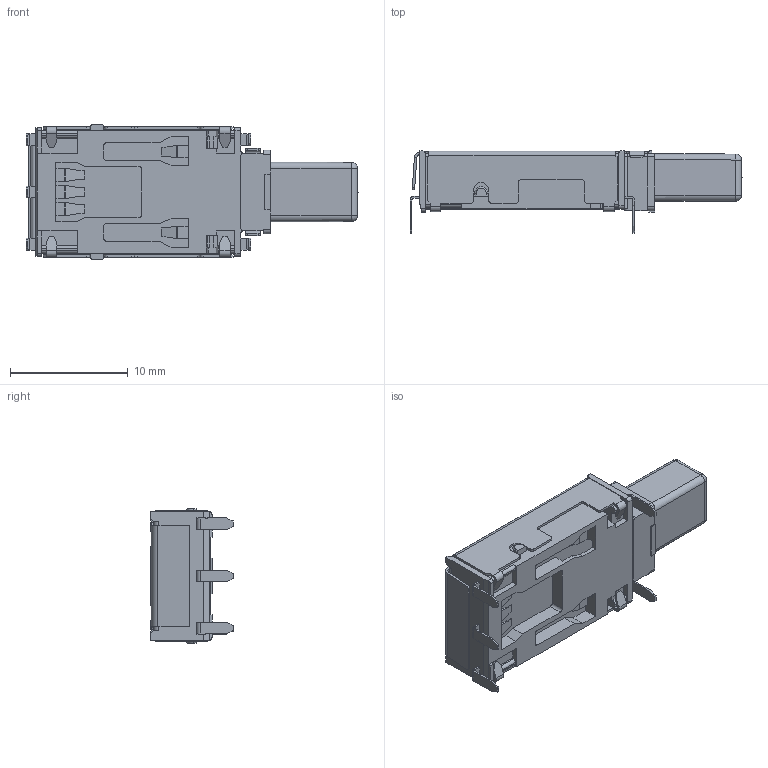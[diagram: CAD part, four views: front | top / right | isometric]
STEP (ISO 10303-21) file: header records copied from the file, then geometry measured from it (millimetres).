
FILE_DESCRIPTION((''),'2;1');
FILE_NAME('ELUMOATHXXC12_SW0001_PRT','2011-08-25T',('cbachill'),(''),'PRO/ENGINEER BY PARAMETRIC TECHNOLOGY CORPORATION, 2010480','PRO/ENGINEER BY PARAMETRIC TECHNOLOGY CORPORATION, 2010480','');
FILE_SCHEMA(('AUTOMOTIVE_DESIGN_CC2 { 1 2 10303 214 -1 1 5 2 }'));
Length unit declared in the file: inch
Products named in the file (1): ELUMOATHXXC12_SW0001_PRT
Bounding box: 28.19 x 7.02 x 11.43 mm (x, y, z)
Volume: 836.3 mm3; surface area: 2272.7 mm2
Topology: 2 solids, 2 shells, 928 faces, 2470 edges, 1535 vertices
Faces by surface type: plane 579, cylinder 228, extrusion 47, bspline 32, torus 19, sphere 12, cone 11
Entity records: 30136 total; most frequent: CARTESIAN_POINT 7298, ORIENTED_EDGE 4936, DIRECTION 4434, EDGE_CURVE 2468, VECTOR 1828, LINE 1781, VERTEX_POINT 1535, AXIS2_PLACEMENT_3D 1303
